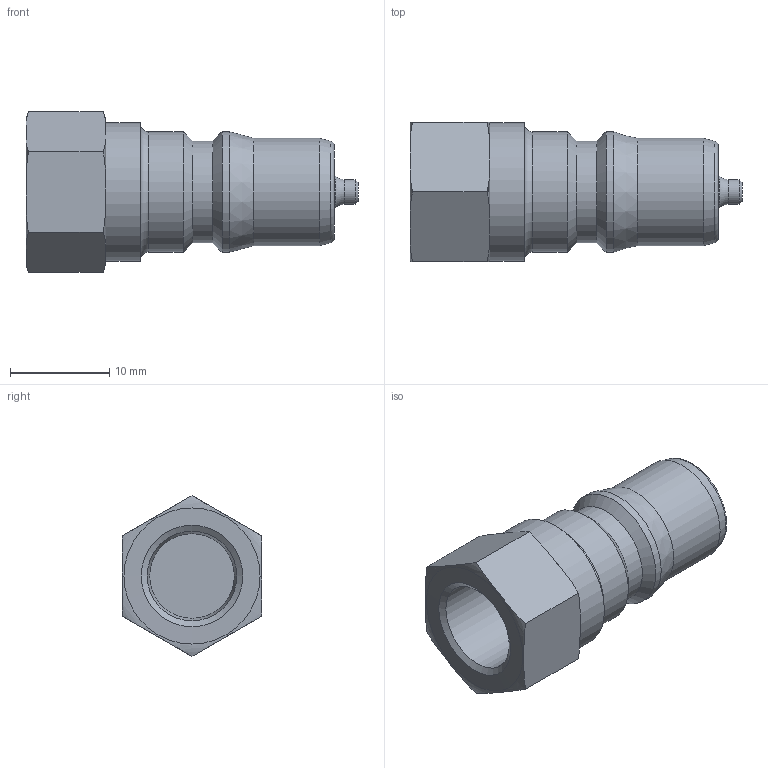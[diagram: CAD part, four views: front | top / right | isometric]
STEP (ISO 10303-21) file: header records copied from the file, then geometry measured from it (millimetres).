
FILE_DESCRIPTION (( 'STEP AP214' ), '1' );
FILE_NAME ('BB04.7100_IC_JV.STEP', '2016-09-21T14:17:00', ( '' ), ( '' ), 'SwSTEP 2.0', 'SolidWorks 2016', '' );
FILE_SCHEMA (( 'AUTOMOTIVE_DESIGN' ));
Length unit declared in the file: millimetre
Products named in the file (1): BB04.7100_IC_JV
Bounding box: 33.37 x 14 x 16.17 mm (x, y, z)
Volume: 3116.4 mm3; surface area: 1916.8 mm2
Topology: 1 solids, 1 shells, 36 faces, 71 edges, 40 vertices
Faces by surface type: plane 11, cone 11, cylinder 9, torus 5
Full cylindrical faces by diameter (mm): 2.5 x1, 5 x1, 6.3 x1, 9.007 x1, 10.2 x1, 10.8 x1, 12.1 x2, 13.9 x1
Entity records: 916 total; most frequent: CARTESIAN_POINT 247, DIRECTION 136, ORIENTED_EDGE 92, AXIS2_PLACEMENT_3D 65, EDGE_LOOP 64, FACE_OUTER_BOUND 50, EDGE_CURVE 46, VERTEX_POINT 40
